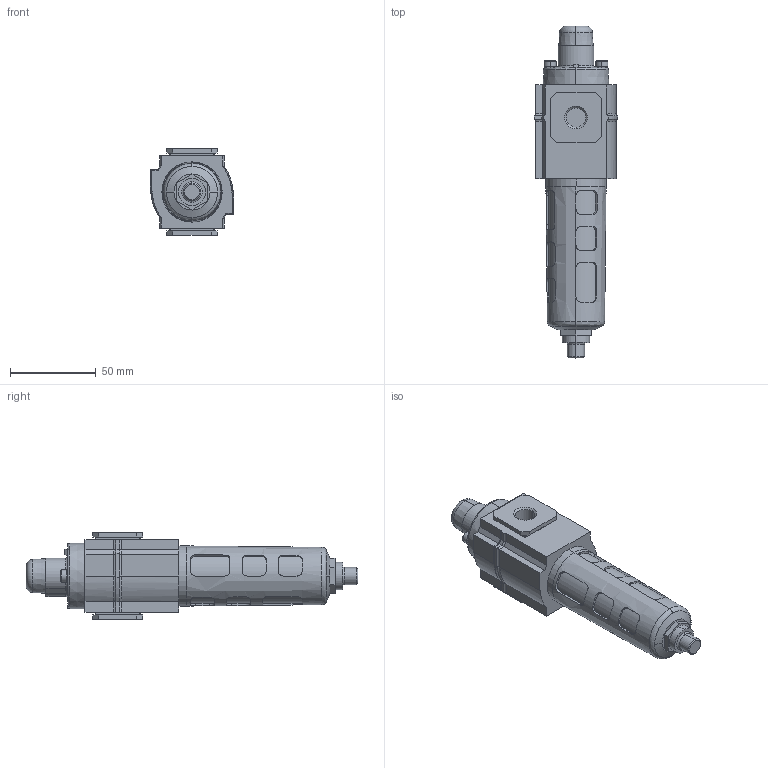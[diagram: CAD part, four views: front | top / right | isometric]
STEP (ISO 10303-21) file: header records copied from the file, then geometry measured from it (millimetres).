
FILE_DESCRIPTION (( 'STEP AP214' ), '1' );
FILE_NAME ('Norgren-F72G-2AD-AW1.STEP', '2020-12-08T13:36:31', ( '' ), ( '' ), 'SwSTEP 2.0', 'SolidWorks 2020', '' );
FILE_SCHEMA (( 'AUTOMOTIVE_DESIGN' ));
Length unit declared in the file: millimetre
Products named in the file (5): F72_ss_41_1-4; F72_ss_75; F72_5797-50; F72_ss_10; Norgren-F72G-2AD-AW1
Assembly tree (4 placements, depth 2):
  Norgren-F72G-2AD-AW1
    F72_ss_41_1-4
    F72_ss_10
    F72_ss_75
    F72_5797-50
Bounding box: 48.4 x 193.09 x 50.25 mm (x, y, z)
Volume: 139773.4 mm3; surface area: 42263.2 mm2
Topology: 5 solids, 5 shells, 339 faces, 839 edges, 531 vertices
Faces by surface type: plane 174, cylinder 112, bspline 24, cone 16, torus 13
Entity records: 14980 total; most frequent: CARTESIAN_POINT 4201, ORIENTED_EDGE 1678, DIRECTION 1525, EDGE_CURVE 839, VERTEX_POINT 531, AXIS2_PLACEMENT_3D 513, LINE 499, VECTOR 499
